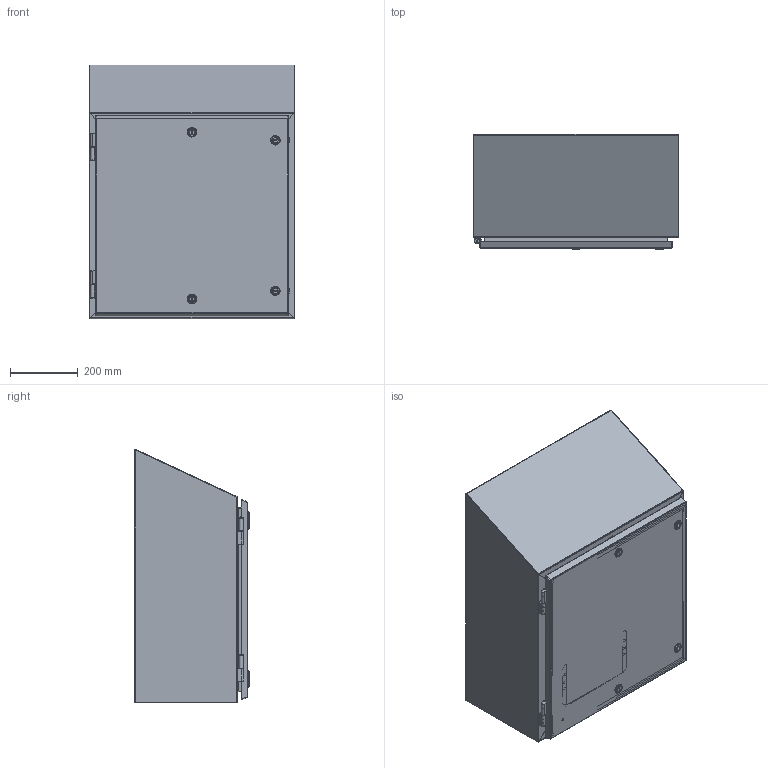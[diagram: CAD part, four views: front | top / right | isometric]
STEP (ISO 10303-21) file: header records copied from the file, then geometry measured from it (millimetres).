
FILE_DESCRIPTION (( 'STEP AP214' ), '1' );
FILE_NAME ('HWST242412S16.STEP', '2020-11-23T20:50:24', ( '' ), ( '' ), 'SwSTEP 2.0', 'SolidWorks 2019', '' );
FILE_SCHEMA (( 'AUTOMOTIVE_DESIGN' ));
Length unit declared in the file: inch
Products named in the file (1): HWST242412S16
Bounding box: 609.6 x 339.6 x 750.45 mm (x, y, z)
Volume: 3561092 mm3; surface area: 3811513.7 mm2
Topology: 54 solids, 55 shells, 1307 faces, 3070 edges, 1922 vertices
Faces by surface type: plane 807, cylinder 340, bspline 116, cone 44
Full cylindrical faces by diameter (mm): 3.307 x2, 4.166 x2, 4.917 x8, 5 x4, 5.74 x8, 6 x8, 6.096 x8, 6.1 x4, 6.35 x4, 6.985 x4, 7.937 x2, 8.433 x4, 9.347 x2, 9.525 x4, 9.83 x8, 12.7 x12, 13.335 x4, 15.875 x8, 16.002 x4, 16.51 x4, 19.5 x4, 19.939 x4, 27.94 x4, 88.9 x1
Entity records: 41755 total; most frequent: CARTESIAN_POINT 12654, ORIENTED_EDGE 5710, DIRECTION 5545, EDGE_CURVE 2855, VERTEX_POINT 1874, AXIS2_PLACEMENT_3D 1866, LINE 1813, VECTOR 1813
